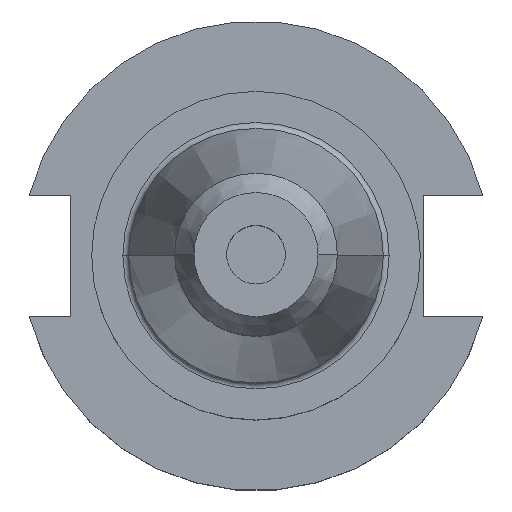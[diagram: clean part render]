
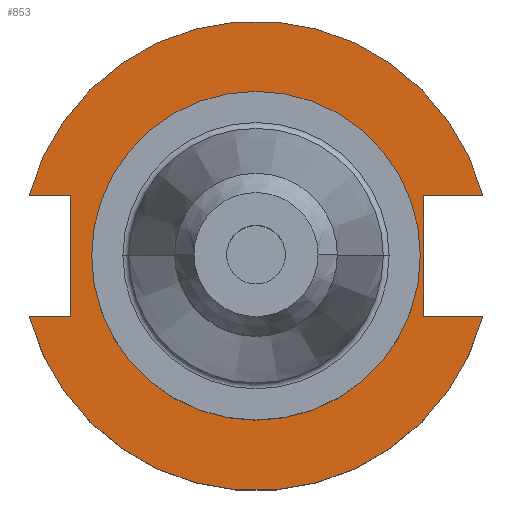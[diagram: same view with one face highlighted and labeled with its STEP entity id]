
A CAD part, top view. The second image highlights one B-rep face of the part: STEP entity #853.
In plain terms, the highlighted planar face has unit normal (0, 0, 1).
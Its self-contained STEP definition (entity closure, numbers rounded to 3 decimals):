
#37 = CARTESIAN_POINT ( 'NONE',  ( 22.225, 0., 19.05 ) ) ;
#38 = CARTESIAN_POINT ( 'NONE',  ( 22.606, -8.191, 19.05 ) ) ;
#42 = ORIENTED_EDGE ( 'NONE', *, *, #60, .T. ) ;
#60 = EDGE_CURVE ( 'NONE', #309, #1484, #1068, .T. ) ;
#69 = EDGE_CURVE ( 'NONE', #744, #1409, #1309, .T. ) ;
#106 = ORIENTED_EDGE ( 'NONE', *, *, #1259, .F. ) ;
#112 = FACE_OUTER_BOUND ( 'NONE', #1044, .T. ) ;
#130 = LINE ( 'NONE', #610, #722 ) ;
#140 = CARTESIAN_POINT ( 'NONE',  ( 0., 0., 19.05 ) ) ;
#152 = VECTOR ( 'NONE', #532, 1000. ) ;
#157 = FACE_BOUND ( 'NONE', #604, .T. ) ;
#186 = DIRECTION ( 'NONE',  ( 0., 0., 1. ) ) ;
#224 = ORIENTED_EDGE ( 'NONE', *, *, #69, .T. ) ;
#230 = DIRECTION ( 'NONE',  ( 1., 0., 0. ) ) ;
#231 = CARTESIAN_POINT ( 'NONE',  ( 0., 0., 19.05 ) ) ;
#236 = DIRECTION ( 'NONE',  ( 0., 0., 1. ) ) ;
#243 = ORIENTED_EDGE ( 'NONE', *, *, #587, .F. ) ;
#254 = CARTESIAN_POINT ( 'NONE',  ( 0., 22.225, 19.05 ) ) ;
#265 = VECTOR ( 'NONE', #536, 1000. ) ;
#268 = CARTESIAN_POINT ( 'NONE',  ( -61.091, -8.191, 19.05 ) ) ;
#281 = DIRECTION ( 'NONE',  ( -1., 0., 0. ) ) ;
#282 = DIRECTION ( 'NONE',  ( 0., 0., -1. ) ) ;
#294 = PLANE ( 'NONE',  #1242 ) ;
#306 = VERTEX_POINT ( 'NONE', #38 ) ;
#309 = VERTEX_POINT ( 'NONE', #856 ) ;
#310 = ORIENTED_EDGE ( 'NONE', *, *, #1286, .T. ) ;
#326 = AXIS2_PLACEMENT_3D ( 'NONE', #140, #186, #1546 ) ;
#331 = ORIENTED_EDGE ( 'NONE', *, *, #546, .F. ) ;
#337 = ORIENTED_EDGE ( 'NONE', *, *, #1143, .T. ) ;
#352 = ORIENTED_EDGE ( 'NONE', *, *, #804, .F. ) ;
#371 = ORIENTED_EDGE ( 'NONE', *, *, #1420, .F. ) ;
#380 = CARTESIAN_POINT ( 'NONE',  ( 0., 8.191, 19.05 ) ) ;
#403 = VECTOR ( 'NONE', #1643, 1000. ) ;
#466 = CARTESIAN_POINT ( 'NONE',  ( 0., -8.191, 19.05 ) ) ;
#468 = VECTOR ( 'NONE', #1619, 1000. ) ;
#484 = DIRECTION ( 'NONE',  ( 0., 1., 0. ) ) ;
#510 = LINE ( 'NONE', #687, #468 ) ;
#532 = DIRECTION ( 'NONE',  ( 1., 0., 0. ) ) ;
#536 = DIRECTION ( 'NONE',  ( -1., 0., 0. ) ) ;
#546 = EDGE_CURVE ( 'NONE', #725, #1404, #560, .T. ) ;
#555 = VERTEX_POINT ( 'NONE', #1526 ) ;
#560 = LINE ( 'NONE', #380, #265 ) ;
#566 = CARTESIAN_POINT ( 'NONE',  ( 30.675, 8.191, 19.05 ) ) ;
#587 = EDGE_CURVE ( 'NONE', #744, #816, #1017, .T. ) ;
#604 = EDGE_LOOP ( 'NONE', ( #371, #352 ) ) ;
#610 = CARTESIAN_POINT ( 'NONE',  ( 22.606, 22.225, 19.05 ) ) ;
#632 = AXIS2_PLACEMENT_3D ( 'NONE', #231, #236, #230 ) ;
#687 = CARTESIAN_POINT ( 'NONE',  ( -25.091, 8.191, 19.05 ) ) ;
#722 = VECTOR ( 'NONE', #484, 1000. ) ;
#724 = VECTOR ( 'NONE', #1178, 1000. ) ;
#725 = VERTEX_POINT ( 'NONE', #566 ) ;
#727 = DIRECTION ( 'NONE',  ( 0., 0., 1. ) ) ;
#744 = VERTEX_POINT ( 'NONE', #1452 ) ;
#748 = VERTEX_POINT ( 'NONE', #37 ) ;
#751 = AXIS2_PLACEMENT_3D ( 'NONE', #1465, #727, #1576 ) ;
#778 = CARTESIAN_POINT ( 'NONE',  ( 30.675, -8.191, 19.05 ) ) ;
#804 = EDGE_CURVE ( 'NONE', #555, #748, #1539, .T. ) ;
#816 = VERTEX_POINT ( 'NONE', #1339 ) ;
#853 = ADVANCED_FACE ( 'NONE', ( #157, #112 ), #294, .F. ) ;
#856 = CARTESIAN_POINT ( 'NONE',  ( -30.675, 8.191, 19.05 ) ) ;
#859 = AXIS2_PLACEMENT_3D ( 'NONE', #1083, #1064, #1051 ) ;
#1017 = LINE ( 'NONE', #268, #724 ) ;
#1018 = CIRCLE ( 'NONE', #859, 31.75 ) ;
#1044 = EDGE_LOOP ( 'NONE', ( #310, #243, #224, #106, #1338, #331, #337, #42 ) ) ;
#1051 = DIRECTION ( 'NONE',  ( 1., 0., 0. ) ) ;
#1064 = DIRECTION ( 'NONE',  ( 0., 0., 1. ) ) ;
#1068 = LINE ( 'NONE', #1608, #403 ) ;
#1083 = CARTESIAN_POINT ( 'NONE',  ( 0., 0., 19.05 ) ) ;
#1104 = CARTESIAN_POINT ( 'NONE',  ( 22.606, 8.191, 19.05 ) ) ;
#1143 = EDGE_CURVE ( 'NONE', #725, #309, #1018, .T. ) ;
#1178 = DIRECTION ( 'NONE',  ( 1., 0., 0. ) ) ;
#1242 = AXIS2_PLACEMENT_3D ( 'NONE', #254, #282, #281 ) ;
#1259 = EDGE_CURVE ( 'NONE', #306, #1409, #1540, .T. ) ;
#1280 = CIRCLE ( 'NONE', #632, 22.225 ) ;
#1286 = EDGE_CURVE ( 'NONE', #1484, #816, #510, .T. ) ;
#1309 = CIRCLE ( 'NONE', #326, 31.75 ) ;
#1338 = ORIENTED_EDGE ( 'NONE', *, *, #1575, .T. ) ;
#1339 = CARTESIAN_POINT ( 'NONE',  ( -25.091, -8.191, 19.05 ) ) ;
#1371 = CARTESIAN_POINT ( 'NONE',  ( -25.091, 8.191, 19.05 ) ) ;
#1404 = VERTEX_POINT ( 'NONE', #1104 ) ;
#1409 = VERTEX_POINT ( 'NONE', #778 ) ;
#1420 = EDGE_CURVE ( 'NONE', #748, #555, #1280, .T. ) ;
#1452 = CARTESIAN_POINT ( 'NONE',  ( -30.675, -8.191, 19.05 ) ) ;
#1465 = CARTESIAN_POINT ( 'NONE',  ( 0., 0., 19.05 ) ) ;
#1484 = VERTEX_POINT ( 'NONE', #1371 ) ;
#1526 = CARTESIAN_POINT ( 'NONE',  ( -22.225, 0., 19.05 ) ) ;
#1539 = CIRCLE ( 'NONE', #751, 22.225 ) ;
#1540 = LINE ( 'NONE', #466, #152 ) ;
#1546 = DIRECTION ( 'NONE',  ( 1., 0., 0. ) ) ;
#1575 = EDGE_CURVE ( 'NONE', #306, #1404, #130, .T. ) ;
#1576 = DIRECTION ( 'NONE',  ( 1., 0., 0. ) ) ;
#1608 = CARTESIAN_POINT ( 'NONE',  ( -61.091, 8.191, 19.05 ) ) ;
#1619 = DIRECTION ( 'NONE',  ( 0., -1., 0. ) ) ;
#1643 = DIRECTION ( 'NONE',  ( 1., 0., 0. ) ) ;
